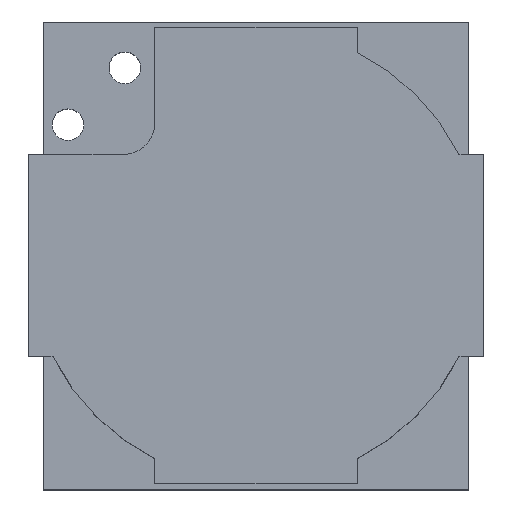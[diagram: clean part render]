
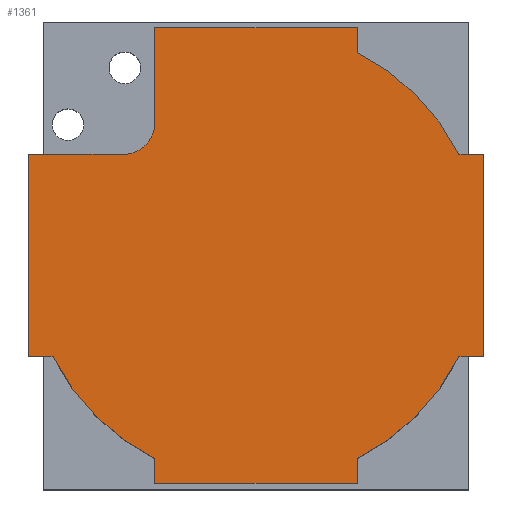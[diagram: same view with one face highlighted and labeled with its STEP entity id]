
A CAD part, top view. The second image highlights one B-rep face of the part: STEP entity #1361.
In plain terms, the highlighted planar face has unit normal (0, 0, 1).
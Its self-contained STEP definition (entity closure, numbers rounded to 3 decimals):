
#97=PLANE('',#1494);
#173=FACE_OUTER_BOUND('',#255,.T.);
#255=EDGE_LOOP('',(#1208,#1209,#1210,#1211,#1212,#1213,#1214,#1215,#1216,
#1217,#1218,#1219,#1220,#1221,#1222,#1223));
#364=LINE('',#2102,#530);
#367=LINE('',#2109,#533);
#371=LINE('',#2117,#537);
#374=LINE('',#2123,#540);
#378=LINE('',#2135,#544);
#381=LINE('',#2141,#547);
#384=LINE('',#2147,#550);
#388=LINE('',#2159,#554);
#391=LINE('',#2164,#557);
#395=LINE('',#2171,#561);
#396=LINE('',#2174,#562);
#399=LINE('',#2180,#565);
#530=VECTOR('',#1722,10.);
#533=VECTOR('',#1727,10.);
#537=VECTOR('',#1733,10.);
#540=VECTOR('',#1738,10.);
#544=VECTOR('',#1750,10.);
#547=VECTOR('',#1755,10.);
#550=VECTOR('',#1760,10.);
#554=VECTOR('',#1772,10.);
#557=VECTOR('',#1777,10.);
#561=VECTOR('',#1783,10.);
#562=VECTOR('',#1786,10.);
#565=VECTOR('',#1791,10.);
#614=CIRCLE('',#1470,1.);
#616=CIRCLE('',#1477,7.175);
#618=CIRCLE('',#1483,7.175);
#620=CIRCLE('',#1491,7.175);
#688=VERTEX_POINT('',#2092);
#689=VERTEX_POINT('',#2093);
#692=VERTEX_POINT('',#2101);
#694=VERTEX_POINT('',#2107);
#695=VERTEX_POINT('',#2108);
#698=VERTEX_POINT('',#2116);
#700=VERTEX_POINT('',#2122);
#702=VERTEX_POINT('',#2128);
#704=VERTEX_POINT('',#2134);
#706=VERTEX_POINT('',#2140);
#708=VERTEX_POINT('',#2146);
#710=VERTEX_POINT('',#2152);
#712=VERTEX_POINT('',#2158);
#715=VERTEX_POINT('',#2169);
#716=VERTEX_POINT('',#2173);
#718=VERTEX_POINT('',#2179);
#844=EDGE_CURVE('',#688,#689,#614,.T.);
#848=EDGE_CURVE('',#692,#689,#364,.T.);
#851=EDGE_CURVE('',#694,#695,#367,.T.);
#855=EDGE_CURVE('',#695,#698,#371,.T.);
#858=EDGE_CURVE('',#698,#700,#374,.T.);
#861=EDGE_CURVE('',#702,#700,#616,.T.);
#864=EDGE_CURVE('',#704,#702,#378,.T.);
#867=EDGE_CURVE('',#706,#704,#381,.T.);
#870=EDGE_CURVE('',#708,#706,#384,.T.);
#873=EDGE_CURVE('',#710,#708,#618,.T.);
#876=EDGE_CURVE('',#710,#712,#388,.T.);
#879=EDGE_CURVE('',#692,#712,#391,.T.);
#883=EDGE_CURVE('',#715,#688,#395,.T.);
#884=EDGE_CURVE('',#716,#715,#396,.T.);
#887=EDGE_CURVE('',#718,#716,#399,.T.);
#890=EDGE_CURVE('',#694,#718,#620,.T.);
#1208=ORIENTED_EDGE('',*,*,#890,.F.);
#1209=ORIENTED_EDGE('',*,*,#851,.T.);
#1210=ORIENTED_EDGE('',*,*,#855,.T.);
#1211=ORIENTED_EDGE('',*,*,#858,.T.);
#1212=ORIENTED_EDGE('',*,*,#861,.F.);
#1213=ORIENTED_EDGE('',*,*,#864,.F.);
#1214=ORIENTED_EDGE('',*,*,#867,.F.);
#1215=ORIENTED_EDGE('',*,*,#870,.F.);
#1216=ORIENTED_EDGE('',*,*,#873,.F.);
#1217=ORIENTED_EDGE('',*,*,#876,.T.);
#1218=ORIENTED_EDGE('',*,*,#879,.F.);
#1219=ORIENTED_EDGE('',*,*,#848,.T.);
#1220=ORIENTED_EDGE('',*,*,#844,.F.);
#1221=ORIENTED_EDGE('',*,*,#883,.F.);
#1222=ORIENTED_EDGE('',*,*,#884,.F.);
#1223=ORIENTED_EDGE('',*,*,#887,.F.);
#1361=ADVANCED_FACE('',(#173),#97,.F.);
#1470=AXIS2_PLACEMENT_3D('',#2094,#1714,#1715);
#1477=AXIS2_PLACEMENT_3D('',#2129,#1743,#1744);
#1483=AXIS2_PLACEMENT_3D('',#2153,#1765,#1766);
#1491=AXIS2_PLACEMENT_3D('',#2185,#1796,#1797);
#1494=AXIS2_PLACEMENT_3D('',#2188,#1802,#1803);
#1714=DIRECTION('center_axis',(0.,0.,1.));
#1715=DIRECTION('ref_axis',(0.707,-0.707,0.));
#1722=DIRECTION('',(0.,-1.,0.));
#1727=DIRECTION('',(0.,-1.,0.));
#1733=DIRECTION('',(1.,0.,0.));
#1738=DIRECTION('',(0.,1.,0.));
#1743=DIRECTION('center_axis',(0.,0.,-1.));
#1744=DIRECTION('ref_axis',(0.895,-0.446,0.));
#1750=DIRECTION('',(-1.,0.,0.));
#1755=DIRECTION('',(0.,-1.,0.));
#1760=DIRECTION('',(1.,0.,0.));
#1765=DIRECTION('center_axis',(0.,0.,-1.));
#1766=DIRECTION('ref_axis',(0.446,0.895,0.));
#1772=DIRECTION('',(0.,1.,0.));
#1777=DIRECTION('',(1.,0.,0.));
#1783=DIRECTION('',(1.,0.,0.));
#1786=DIRECTION('',(0.,1.,0.));
#1791=DIRECTION('',(-1.,0.,0.));
#1796=DIRECTION('center_axis',(0.,0.,-1.));
#1797=DIRECTION('ref_axis',(-0.446,-0.895,0.));
#1802=DIRECTION('center_axis',(0.,0.,-1.));
#1803=DIRECTION('ref_axis',(1.,0.,0.));
#2092=CARTESIAN_POINT('',(-4.2,3.2,10.7));
#2093=CARTESIAN_POINT('',(-3.2,4.2,10.7));
#2094=CARTESIAN_POINT('Origin',(-4.2,4.2,10.7));
#2101=CARTESIAN_POINT('',(-3.2,7.2,10.7));
#2102=CARTESIAN_POINT('',(-3.2,7.2,10.7));
#2107=CARTESIAN_POINT('',(-3.2,-6.422,10.7));
#2108=CARTESIAN_POINT('',(-3.2,-7.2,10.7));
#2109=CARTESIAN_POINT('',(-3.2,-6.422,10.7));
#2116=CARTESIAN_POINT('',(3.2,-7.2,10.7));
#2117=CARTESIAN_POINT('',(-3.2,-7.2,10.7));
#2122=CARTESIAN_POINT('',(3.2,-6.422,10.7));
#2123=CARTESIAN_POINT('',(3.2,-7.2,10.7));
#2128=CARTESIAN_POINT('',(6.422,-3.2,10.7));
#2129=CARTESIAN_POINT('Origin',(0.,0.,10.7));
#2134=CARTESIAN_POINT('',(7.2,-3.2,10.7));
#2135=CARTESIAN_POINT('',(7.2,-3.2,10.7));
#2140=CARTESIAN_POINT('',(7.2,3.2,10.7));
#2141=CARTESIAN_POINT('',(7.2,3.2,10.7));
#2146=CARTESIAN_POINT('',(6.422,3.2,10.7));
#2147=CARTESIAN_POINT('',(6.422,3.2,10.7));
#2152=CARTESIAN_POINT('',(3.2,6.422,10.7));
#2153=CARTESIAN_POINT('Origin',(0.,0.,10.7));
#2158=CARTESIAN_POINT('',(3.2,7.2,10.7));
#2159=CARTESIAN_POINT('',(3.2,6.422,10.7));
#2164=CARTESIAN_POINT('',(-3.2,7.2,10.7));
#2169=CARTESIAN_POINT('',(-7.2,3.2,10.7));
#2171=CARTESIAN_POINT('',(-7.2,3.2,10.7));
#2173=CARTESIAN_POINT('',(-7.2,-3.2,10.7));
#2174=CARTESIAN_POINT('',(-7.2,-3.2,10.7));
#2179=CARTESIAN_POINT('',(-6.422,-3.2,10.7));
#2180=CARTESIAN_POINT('',(-6.422,-3.2,10.7));
#2185=CARTESIAN_POINT('Origin',(0.,0.,10.7));
#2188=CARTESIAN_POINT('Origin',(0.,0.,10.7));
